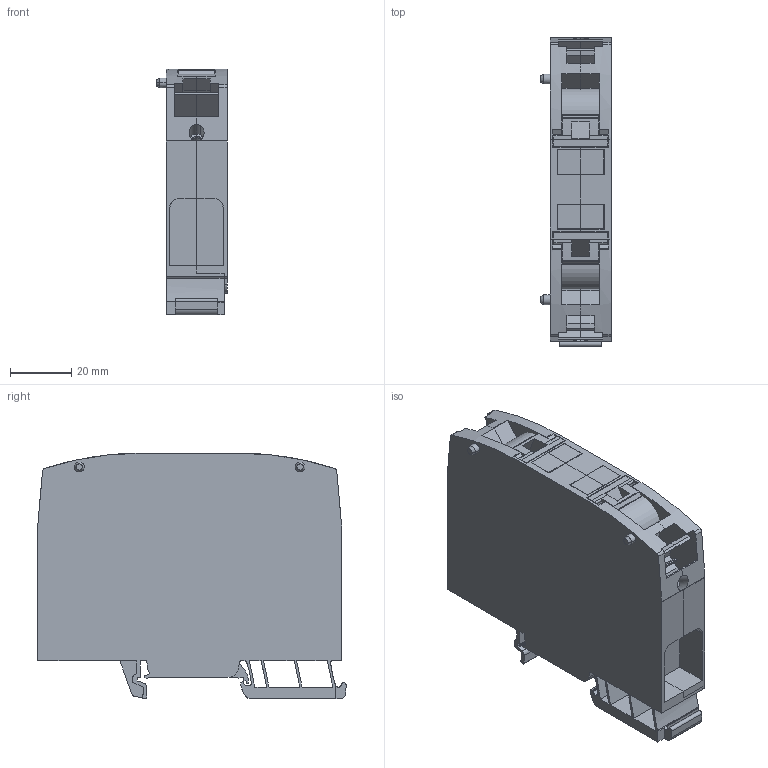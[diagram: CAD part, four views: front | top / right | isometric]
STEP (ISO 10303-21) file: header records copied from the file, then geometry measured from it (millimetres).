
FILE_DESCRIPTION(('CATIA V5 STEP Exchange','CAx-IF Rec.Pracs.--- Model Styling and Organization---1.4--- 2014-01-23'),'2;1');
FILE_NAME ('D1463875_0', '2020-07-23T09:12:36+00:00', ('none'), ('Weidmueller'), 'CATIA Version 5-6 Release 2016 SP3 HF44', 'CATIA V5 STEP AP214', 'none');
FILE_SCHEMA(('AUTOMOTIVE_DESIGN { 1 0 10303 214 1 1 1 1 }'));
Length unit declared in the file: millimetre
Products named in the file (1): 2742100000
Bounding box: 23 x 100.97 x 80.5 mm (x, y, z)
Volume: 124766.7 mm3; surface area: 47193.8 mm2
Topology: 10 solids, 10 shells, 662 faces, 1970 edges, 1342 vertices
Faces by surface type: plane 481, cylinder 134, extrusion 25, cone 22
Entity records: 22335 total; most frequent: CARTESIAN_POINT 4893, ORIENTED_EDGE 3940, DIRECTION 2933, EDGE_CURVE 1970, VECTOR 1556, LINE 1531, VERTEX_POINT 1342, AXIS2_PLACEMENT_3D 850
